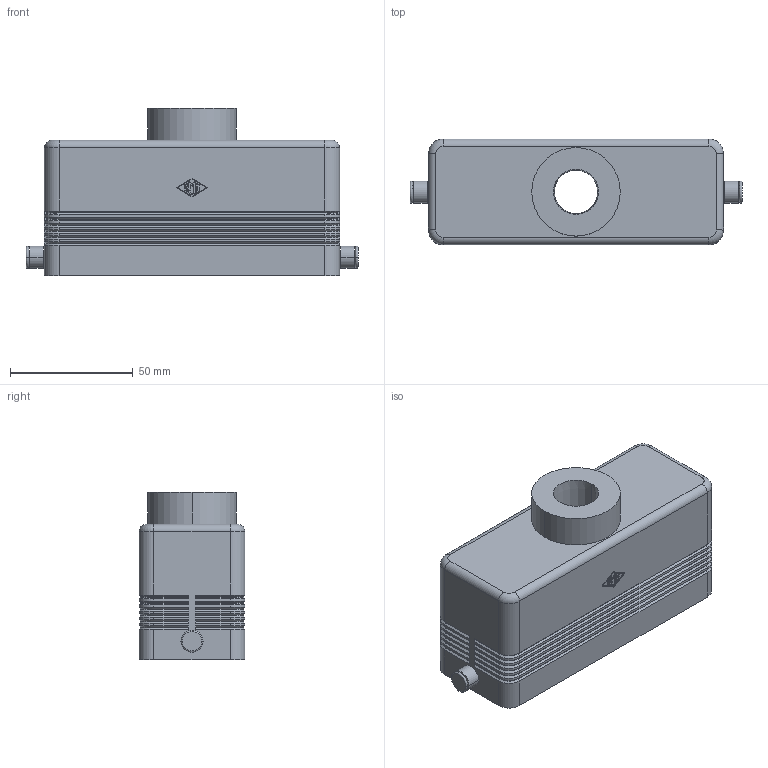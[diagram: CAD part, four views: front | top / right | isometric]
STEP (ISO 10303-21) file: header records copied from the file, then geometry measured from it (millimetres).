
FILE_DESCRIPTION(('Creo Elements/Direct Modeling STEP Export'),'2;1');
FILE_NAME('CHVT_24_4_L.stp','2012-12-19T11:13:41',(''),(''),'Creo Elements/Direct Modeling STEP processor for AP214 (Solid Model)','Creo Elements/Direct Modeling 18.0B 02-Dec-2011 (C) Parametric Technology GmbH','');
FILE_SCHEMA(('AUTOMOTIVE_DESIGN { 1 0 10303 214 1 1 1 1 }'));
Length unit declared in the file: millimetre
Products named in the file (1): MSBO8121
Bounding box: 135 x 43 x 68 mm (x, y, z)
Volume: 84040.4 mm3; surface area: 47195 mm2
Topology: 1 solids, 1 shells, 399 faces, 949 edges, 568 vertices
Faces by surface type: plane 223, cylinder 110, cone 58, torus 8
Entity records: 14129 total; most frequent: DIRECTION 1883, ORIENTED_EDGE 1882, CARTESIAN_POINT 1847, EDGE_CURVE 941, VECTOR 675, LINE 675, AXIS2_PLACEMENT_3D 604, VERTEX_POINT 568
